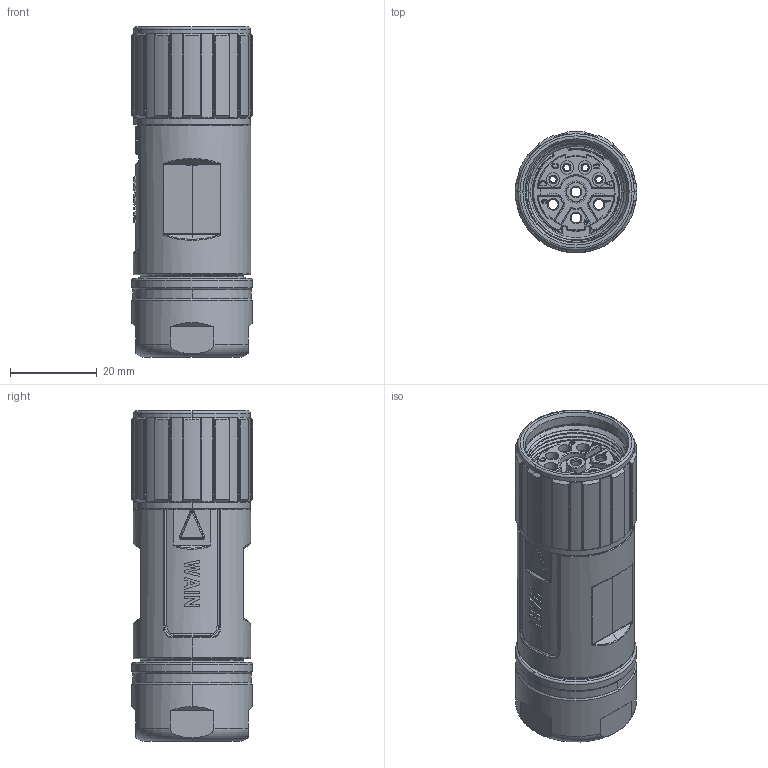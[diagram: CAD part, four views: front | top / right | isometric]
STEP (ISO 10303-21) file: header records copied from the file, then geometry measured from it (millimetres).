
FILE_DESCRIPTION((''),'2;1');
FILE_NAME('M23-F04-4-TH-D17-SH_SW0001','2017-08-10T',('hq.zhang'),(''),'PRO/ENGINEER BY PARAMETRIC TECHNOLOGY CORPORATION, 2012480','PRO/ENGINEER BY PARAMETRIC TECHNOLOGY CORPORATION, 2012480','');
FILE_SCHEMA(('AUTOMOTIVE_DESIGN { 1 0 10303 214 1 1 1 1 }'));
Products named in the file (1): M23-F04-4-TH-D17-SH_SW0001
Bounding box: 28 x 27.97 x 76 mm (x, y, z)
Volume: 25040.6 mm3; surface area: 34416.1 mm2
Topology: 1 solids, 1 shells, 2402 faces, 6472 edges, 4100 vertices
Faces by surface type: plane 684, cylinder 557, cone 476, bspline 381, torus 177, extrusion 68, sphere 59
Entity records: 109426 total; most frequent: CARTESIAN_POINT 52537, ORIENTED_EDGE 12944, DIRECTION 10583, EDGE_CURVE 6472, AXIS2_PLACEMENT_3D 4157, VERTEX_POINT 4100, EDGE_LOOP 2524, FACE_OUTER_BOUND 2402
